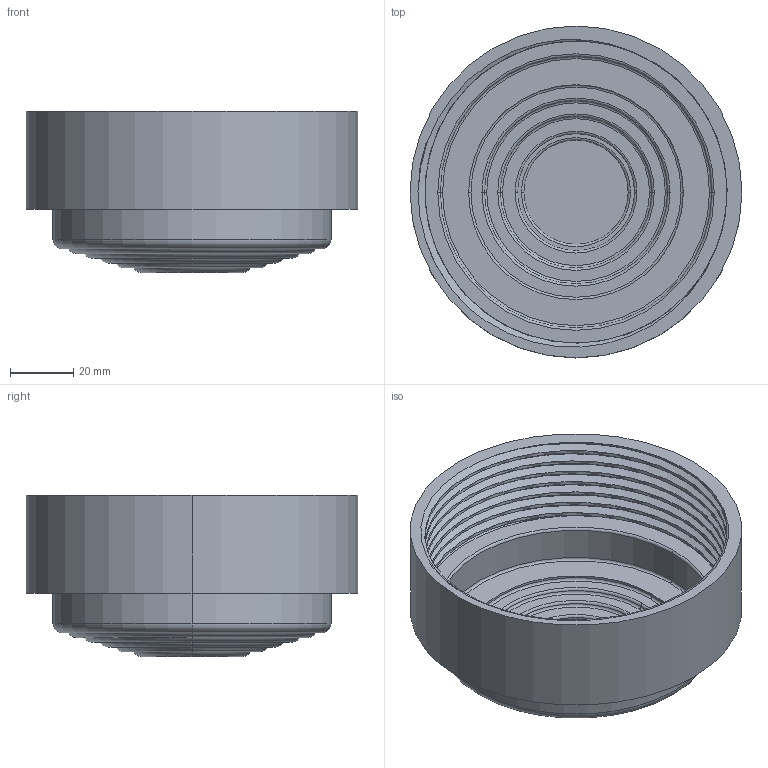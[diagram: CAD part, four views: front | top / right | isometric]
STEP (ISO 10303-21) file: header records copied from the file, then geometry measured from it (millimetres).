
FILE_DESCRIPTION (( 'STEP AP203' ), '1' );
FILE_NAME ('DiffuseurCible.STEP', '2022-11-14T18:14:22', ( '' ), ( '' ), 'SwSTEP 2.0', 'SolidWorks 2021', '' );
FILE_SCHEMA (( 'CONFIG_CONTROL_DESIGN' ));
Length unit declared in the file: millimetre
Products named in the file (1): DiffuseurCible
Bounding box: 105 x 105 x 51 mm (x, y, z)
Volume: 54750.5 mm3; surface area: 50388.2 mm2
Topology: 2 solids, 2 shells, 76 faces, 166 edges, 105 vertices
Faces by surface type: torus 30, cylinder 28, plane 15, bspline 3
Entity records: 4263 total; most frequent: CARTESIAN_POINT 2541, DIRECTION 375, ORIENTED_EDGE 332, AXIS2_PLACEMENT_3D 174, EDGE_CURVE 166, VERTEX_POINT 105, CIRCLE 100, EDGE_LOOP 89
